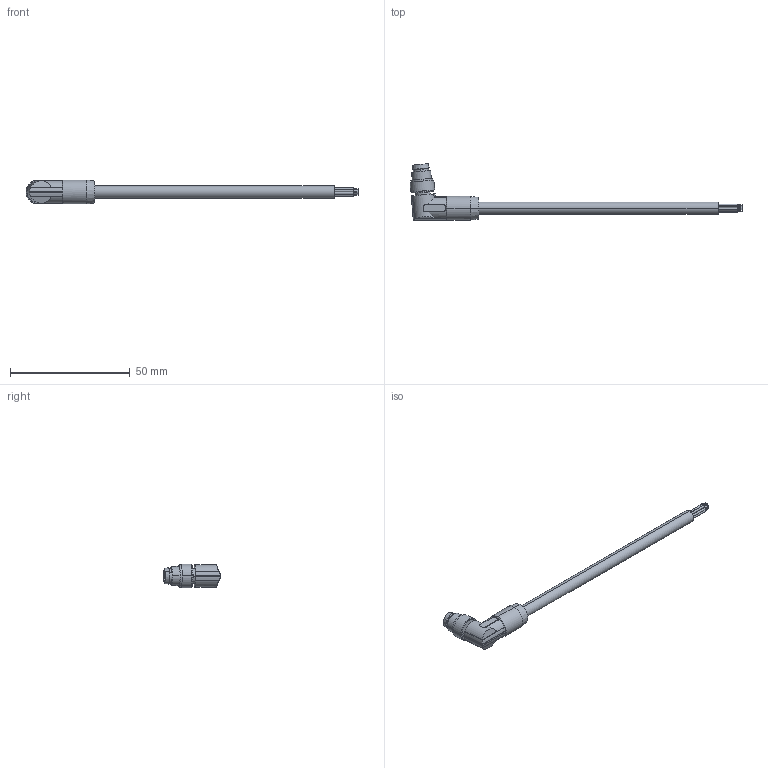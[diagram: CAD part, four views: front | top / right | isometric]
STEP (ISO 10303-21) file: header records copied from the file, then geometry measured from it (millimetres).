
FILE_DESCRIPTION(('SolidDesigner STEP Export'),'2;1');
FILE_NAME('1404182_SAC_8P_M8MR_1.5_PUR-select.stp','2013-07-02T14:23:14',(''),(''),'Creo Elements/Direct Modeling STEP processor for AP214 (Solid Model)','Creo Elements/Direct Modeling 18.1 06-May-2012 (C) Parametric Technology GmbH','');
FILE_SCHEMA(('AUTOMOTIVE_DESIGN { 1 0 10303 214 1 1 1 1 }'));
Length unit declared in the file: millimetre
Products named in the file (1): 1404182_SAC_8P_M8MR_1.5_PUR-select
Bounding box: 138.66 x 23.55 x 10 mm (x, y, z)
Volume: 4826.3 mm3; surface area: 3517.8 mm2
Topology: 1 solids, 1 shells, 160 faces, 391 edges, 265 vertices
Faces by surface type: cylinder 91, plane 59, cone 10
Entity records: 6160 total; most frequent: CARTESIAN_POINT 1247, ORIENTED_EDGE 782, DIRECTION 720, EDGE_CURVE 391, AXIS2_PLACEMENT_3D 281, VERTEX_POINT 265, EDGE_LOOP 192, FACE_OUTER_BOUND 160
